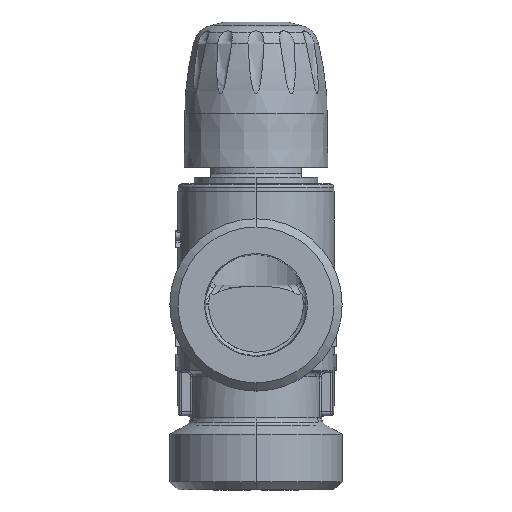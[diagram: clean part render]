
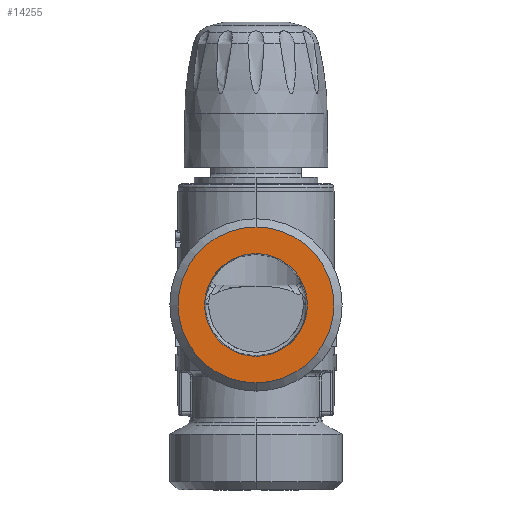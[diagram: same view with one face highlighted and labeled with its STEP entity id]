
A CAD part, left-side view. The second image highlights one B-rep face of the part: STEP entity #14255.
In plain terms, the highlighted planar face has unit normal (-1, 0, 0).
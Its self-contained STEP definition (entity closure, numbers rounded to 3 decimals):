
#6999=CARTESIAN_POINT('',(-37.,0.,45.));
#7000=DIRECTION('',(-1.,0.,0.));
#7001=DIRECTION('',(0.,-1.,0.));
#7002=AXIS2_PLACEMENT_3D('',#6999,#7000,#7001);
#7004=CARTESIAN_POINT('',(-37.,0.,45.));
#7005=DIRECTION('',(-1.,0.,0.));
#7006=DIRECTION('',(0.,0.,-1.));
#7007=AXIS2_PLACEMENT_3D('',#7004,#7005,#7006);
#7009=CARTESIAN_POINT('',(-37.,0.,45.));
#7010=DIRECTION('',(-1.,0.,0.));
#7011=DIRECTION('',(0.,1.,0.));
#7012=AXIS2_PLACEMENT_3D('',#7009,#7010,#7011);
#7014=CARTESIAN_POINT('',(-37.,0.,45.));
#7015=DIRECTION('',(-1.,0.,0.));
#7016=DIRECTION('',(0.,0.,1.));
#7017=AXIS2_PLACEMENT_3D('',#7014,#7015,#7016);
#7019=CARTESIAN_POINT('',(-37.,0.,45.));
#7020=DIRECTION('',(1.,0.,0.));
#7021=DIRECTION('',(0.,0.,1.));
#7022=AXIS2_PLACEMENT_3D('',#7019,#7020,#7021);
#7024=CARTESIAN_POINT('',(-37.,0.,45.));
#7025=DIRECTION('',(1.,0.,0.));
#7026=DIRECTION('',(0.,0.,-1.));
#7027=AXIS2_PLACEMENT_3D('',#7024,#7025,#7026);
#13102=CARTESIAN_POINT('',(-37.,0.,57.5));
#13104=VERTEX_POINT('',#13102);
#13106=CARTESIAN_POINT('',(-37.,0.,32.5));
#13108=VERTEX_POINT('',#13106);
#13246=CARTESIAN_POINT('',(-37.,0.,63.955));
#13247=VERTEX_POINT('',#13246);
#13248=CARTESIAN_POINT('',(-37.,0.,26.045));
#13249=VERTEX_POINT('',#13248);
#13250=CARTESIAN_POINT('',(-37.,18.955,45.));
#13251=VERTEX_POINT('',#13250);
#13252=CARTESIAN_POINT('',(-37.,-18.955,45.));
#13253=VERTEX_POINT('',#13252);
#14238=CARTESIAN_POINT('',(-37.,0.,45.));
#14239=DIRECTION('',(-1.,0.,0.));
#14240=DIRECTION('',(0.,-1.,0.));
#14241=AXIS2_PLACEMENT_3D('',#14238,#14239,#14240);
#14242=PLANE('',#14241);
#14243=ORIENTED_EDGE('',*,*,#14232,.F.);
#14244=ORIENTED_EDGE('',*,*,#14230,.F.);
#14245=ORIENTED_EDGE('',*,*,#14216,.F.);
#14246=ORIENTED_EDGE('',*,*,#14214,.F.);
#14247=EDGE_LOOP('',(#14243,#14244,#14245,#14246));
#14248=FACE_OUTER_BOUND('',#14247,.F.);
#14250=ORIENTED_EDGE('',*,*,#14249,.F.);
#14252=ORIENTED_EDGE('',*,*,#14251,.F.);
#14253=EDGE_LOOP('',(#14250,#14252));
#14254=FACE_BOUND('',#14253,.F.);
#14255=ADVANCED_FACE('',(#14248,#14254),#14242,.T.);
#7003=CIRCLE('',#7002,18.955);
#7008=CIRCLE('',#7007,18.955);
#7013=CIRCLE('',#7012,18.955);
#7018=CIRCLE('',#7017,18.955);
#7023=CIRCLE('',#7022,12.5);
#7028=CIRCLE('',#7027,12.5);
#14214=EDGE_CURVE('',#13247,#13251,#7018,.T.);
#14216=EDGE_CURVE('',#13251,#13249,#7013,.T.);
#14230=EDGE_CURVE('',#13249,#13253,#7008,.T.);
#14232=EDGE_CURVE('',#13253,#13247,#7003,.T.);
#14249=EDGE_CURVE('',#13104,#13108,#7023,.T.);
#14251=EDGE_CURVE('',#13108,#13104,#7028,.T.);
